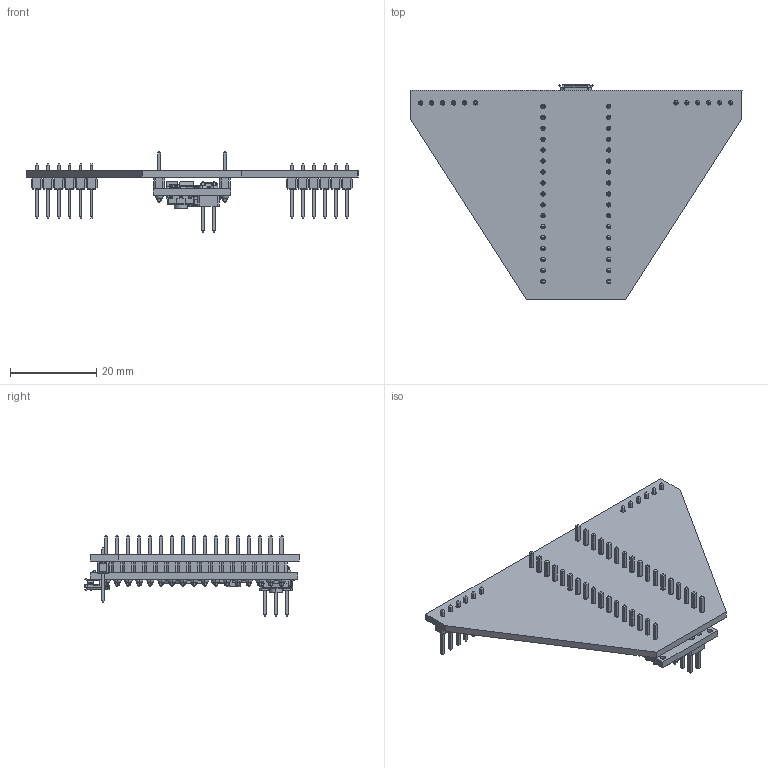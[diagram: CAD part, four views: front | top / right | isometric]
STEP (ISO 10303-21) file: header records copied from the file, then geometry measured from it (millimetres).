
FILE_DESCRIPTION (( 'STEP AP214' ), '1' );
FILE_NAME ('numPAD_MCU.STEP', '2022-03-08T14:30:28', ( '' ), ( '' ), 'SwSTEP 2.0', 'SolidWorks 2017', '' );
FILE_SCHEMA (( 'AUTOMOTIVE_DESIGN' ));
Length unit declared in the file: millimetre
Products named in the file (6): COMPOUND_2; numPAD_MCU PCB; numPAD_MCU; COMPOUND; Pin Header 1x6 TH Pitch 2.54mm; ARDUINO MICRO
Assembly tree (6 placements, depth 3):
  numPAD_MCU
    Pin Header 1x6 TH Pitch 2.54mm  x2
      COMPOUND
    ARDUINO MICRO
      COMPOUND_2
    numPAD_MCU PCB
Bounding box: 77 x 49.71 x 18.6 mm (x, y, z)
Volume: 4103 mm3; surface area: 12321.1 mm2
Topology: 1 solids, 117 shells, 6608 faces, 16939 edges, 10676 vertices
Faces by surface type: plane 4037, cylinder 1339, bspline 824, torus 392, sphere 12, cone 4
Entity records: 266318 total; most frequent: CARTESIAN_POINT 59058, ORIENTED_EDGE 32452, DIRECTION 28427, EDGE_CURVE 16287, LINE 10839, VECTOR 10839, VERTEX_POINT 10312, AXIS2_PLACEMENT_3D 8794
